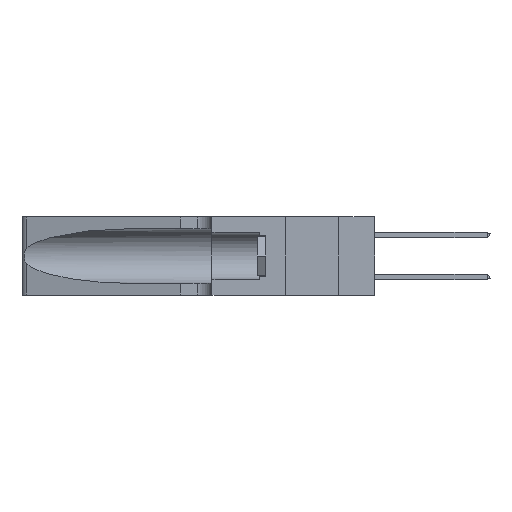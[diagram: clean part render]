
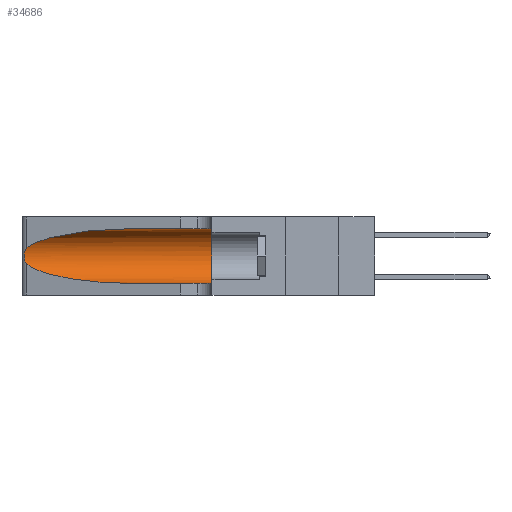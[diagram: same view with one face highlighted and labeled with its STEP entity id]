
A CAD part, left-side view. The second image highlights one B-rep face of the part: STEP entity #34686.
In plain terms, the highlighted cylindrical face has radius 3.308 mm (diameter 6.617 mm), a partial arc.
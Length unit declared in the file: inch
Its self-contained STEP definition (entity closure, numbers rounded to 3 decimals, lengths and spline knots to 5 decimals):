
#187 = DIRECTION ( 'NONE',  ( 0., 0., 1. ) ) ;
#328 = VERTEX_POINT ( 'NONE', #11286 ) ;
#603 = CARTESIAN_POINT ( 'NONE',  ( 0.26075, 1.23896, 0.178 ) ) ;
#3574 = CARTESIAN_POINT ( 'NONE',  ( 0.25856, 1.23593, 0.16098 ) ) ;
#4398 = AXIS2_PLACEMENT_3D ( 'NONE', #34669, #17587, #187 ) ;
#6546 = CARTESIAN_POINT ( 'NONE',  ( 0.25639, 1.23186, 0.15144 ) ) ;
#8821 = CARTESIAN_POINT ( 'NONE',  ( 0.25487, 1.22718, 0.22369 ) ) ;
#9331 = CARTESIAN_POINT ( 'NONE',  ( 0.25487, 1.22718, 0.22369 ) ) ;
#9455 = CARTESIAN_POINT ( 'NONE',  ( 0.25487, 1.22718, 0.14631 ) ) ;
#9631 = EDGE_LOOP ( 'NONE', ( #25839, #19275, #34435, #13452, #36195, #14353 ) ) ;
#11286 = CARTESIAN_POINT ( 'NONE',  ( 0.1305, 0.72297, 0.31525 ) ) ;
#11408 = CARTESIAN_POINT ( 'NONE',  ( 0.1305, 1.61858, 0.31525 ) ) ;
#11573 = CARTESIAN_POINT ( 'NONE',  ( 0.1305, 0.72297, 0.31525 ) ) ;
#11755 = EDGE_CURVE ( 'NONE', #34819, #32386, #22866, .T. ) ;
#11766 = LINE ( 'NONE', #19894, #34531 ) ;
#12235 = CARTESIAN_POINT ( 'NONE',  ( 0.25639, 1.23184, 0.21858 ) ) ;
#12567 = CARTESIAN_POINT ( 'NONE',  ( 0.25487, 1.22718, 0.14631 ) ) ;
#12893 = CARTESIAN_POINT ( 'NONE',  ( 0.1305, 0.35, 0.31525 ) ) ;
#13452 = ORIENTED_EDGE ( 'NONE', *, *, #22307, .T. ) ;
#13454 = B_SPLINE_CURVE_WITH_KNOTS ( 'NONE', 3,
 ( #9331, #29345, #12235, #32205, #15122, #35066, #18000, #603, #20866, #3574, #23734, #6546, #26597, #9455 ),
 .UNSPECIFIED., .F., .F.,
 ( 4, 2, 2, 2, 2, 2, 4 ),
 ( 0., 0.00027, 0.00053, 0.00107, 0.0016, 0.00187, 0.00214 ),
 .UNSPECIFIED. ) ;
#14353 = ORIENTED_EDGE ( 'NONE', *, *, #29948, .F. ) ;
#14448 = CARTESIAN_POINT ( 'NONE',  ( 0.2373, 1.15595, 0.28018 ) ) ;
#15122 = CARTESIAN_POINT ( 'NONE',  ( 0.25854, 1.2359, 0.20912 ) ) ;
#15452 = CARTESIAN_POINT ( 'NONE',  ( 0.1305, 0.72297, 0.05475 ) ) ;
#15885 = DIRECTION ( 'NONE',  ( 0., -1., 0. ) ) ;
#17587 = DIRECTION ( 'NONE',  ( 0., 1., 0. ) ) ;
#18000 = CARTESIAN_POINT ( 'NONE',  ( 0.26075, 1.23896, 0.19203 ) ) ;
#18031 = FACE_OUTER_BOUND ( 'NONE', #9631, .T. ) ;
#19275 = ORIENTED_EDGE ( 'NONE', *, *, #35192, .T. ) ;
#19894 = CARTESIAN_POINT ( 'NONE',  ( 0.1305, 1.61858, 0.05475 ) ) ;
#20168 = EDGE_CURVE ( 'NONE', #27934, #31769, #23944, .T. ) ;
#20866 = CARTESIAN_POINT ( 'NONE',  ( 0.26017, 1.23833, 0.17102 ) ) ;
#22307 = EDGE_CURVE ( 'NONE', #32386, #31769, #11766, .T. ) ;
#22866 =( BOUNDED_CURVE ( )  B_SPLINE_CURVE ( 3, ( #12567, #23933, #29675, #15452 ),
 .UNSPECIFIED., .F., .F. ) 
 B_SPLINE_CURVE_WITH_KNOTS ( ( 4, 4 ),
 ( 3.44316, 4.71239 ),
 .UNSPECIFIED. ) 
 CURVE ( )  GEOMETRIC_REPRESENTATION_ITEM ( )  RATIONAL_B_SPLINE_CURVE ( ( 1., 0.87, 0.87, 1. ) ) 
 REPRESENTATION_ITEM ( '' )  );
#23734 = CARTESIAN_POINT ( 'NONE',  ( 0.25789, 1.23486, 0.15765 ) ) ;
#23933 = CARTESIAN_POINT ( 'NONE',  ( 0.2373, 1.15595, 0.08982 ) ) ;
#23944 = CIRCLE ( 'NONE', #4398, 0.13025 ) ;
#25839 = ORIENTED_EDGE ( 'NONE', *, *, #27113, .T. ) ;
#26453 = VERTEX_POINT ( 'NONE', #8821 ) ;
#26597 = CARTESIAN_POINT ( 'NONE',  ( 0.25555, 1.22993, 0.14849 ) ) ;
#27113 = EDGE_CURVE ( 'NONE', #328, #26453, #33349, .T. ) ;
#27732 = CARTESIAN_POINT ( 'NONE',  ( 0.1305, 0.72297, 0.05475 ) ) ;
#27934 = VERTEX_POINT ( 'NONE', #12893 ) ;
#28175 = VECTOR ( 'NONE', #28632, 39.37008 ) ;
#28632 = DIRECTION ( 'NONE',  ( 0., -1., 0. ) ) ;
#29057 = LINE ( 'NONE', #11408, #28175 ) ;
#29345 = CARTESIAN_POINT ( 'NONE',  ( 0.25555, 1.22994, 0.2215 ) ) ;
#29675 = CARTESIAN_POINT ( 'NONE',  ( 0.18966, 0.96281, 0.05475 ) ) ;
#29948 = EDGE_CURVE ( 'NONE', #328, #27934, #29057, .T. ) ;
#30124 = DIRECTION ( 'NONE',  ( 0., 0., -1. ) ) ;
#31349 = DIRECTION ( 'NONE',  ( 0., -1., 0. ) ) ;
#31769 = VERTEX_POINT ( 'NONE', #36854 ) ;
#32205 = CARTESIAN_POINT ( 'NONE',  ( 0.25787, 1.23484, 0.2124 ) ) ;
#32293 = CYLINDRICAL_SURFACE ( 'NONE', #37091, 0.13025 ) ;
#32386 = VERTEX_POINT ( 'NONE', #27732 ) ;
#32975 = CARTESIAN_POINT ( 'NONE',  ( 0.1305, 1.61858, 0.185 ) ) ;
#33349 =( BOUNDED_CURVE ( )  B_SPLINE_CURVE ( 3, ( #11573, #37125, #14448, #34405 ),
 .UNSPECIFIED., .F., .T. ) 
 B_SPLINE_CURVE_WITH_KNOTS ( ( 4, 4 ),
 ( 1.5708, 2.84003 ),
 .UNSPECIFIED. ) 
 CURVE ( )  GEOMETRIC_REPRESENTATION_ITEM ( )  RATIONAL_B_SPLINE_CURVE ( ( 1., 0.87, 0.87, 1. ) ) 
 REPRESENTATION_ITEM ( '' )  );
#34405 = CARTESIAN_POINT ( 'NONE',  ( 0.25487, 1.22718, 0.22369 ) ) ;
#34435 = ORIENTED_EDGE ( 'NONE', *, *, #11755, .T. ) ;
#34531 = VECTOR ( 'NONE', #31349, 39.37008 ) ;
#34669 = CARTESIAN_POINT ( 'NONE',  ( 0.1305, 0.35, 0.185 ) ) ;
#34686 = ADVANCED_FACE ( 'NONE', ( #18031 ), #32293, .F. ) ;
#34819 = VERTEX_POINT ( 'NONE', #36185 ) ;
#35066 = CARTESIAN_POINT ( 'NONE',  ( 0.26018, 1.23835, 0.19895 ) ) ;
#35192 = EDGE_CURVE ( 'NONE', #26453, #34819, #13454, .T. ) ;
#36185 = CARTESIAN_POINT ( 'NONE',  ( 0.25487, 1.22718, 0.14631 ) ) ;
#36195 = ORIENTED_EDGE ( 'NONE', *, *, #20168, .F. ) ;
#36854 = CARTESIAN_POINT ( 'NONE',  ( 0.1305, 0.35, 0.05475 ) ) ;
#37091 = AXIS2_PLACEMENT_3D ( 'NONE', #32975, #15885, #30124 ) ;
#37125 = CARTESIAN_POINT ( 'NONE',  ( 0.18966, 0.96281, 0.31525 ) ) ;
